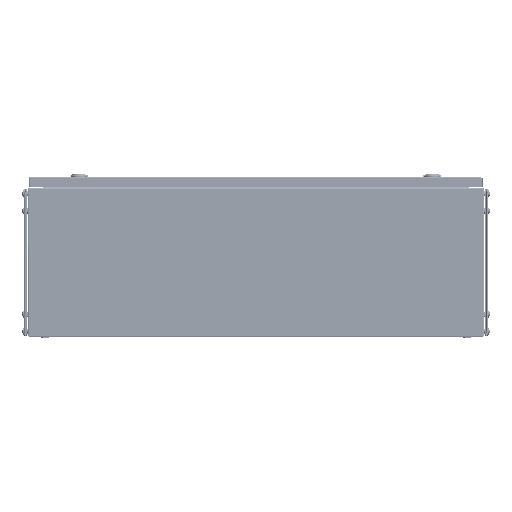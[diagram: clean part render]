
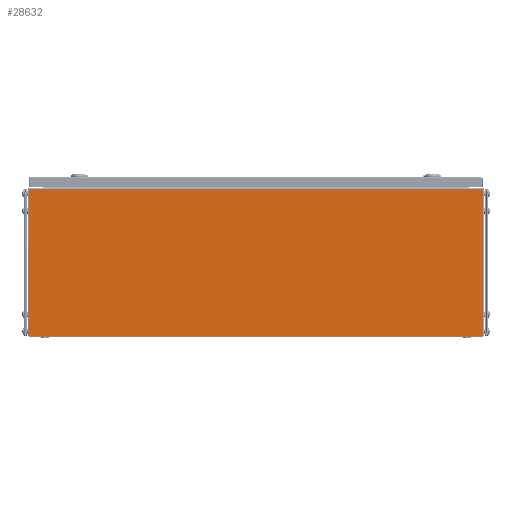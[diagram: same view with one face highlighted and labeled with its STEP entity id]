
A CAD part, left-side view. The second image highlights one B-rep face of the part: STEP entity #28632.
In plain terms, the highlighted planar face has unit normal (-1, 0, 0).
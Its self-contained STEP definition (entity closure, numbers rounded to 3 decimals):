
#777 = FACE_OUTER_BOUND ( 'NONE', #30804, .T. ) ;
#1640 = CARTESIAN_POINT ( 'NONE',  ( -250., -395.5, 0. ) ) ;
#6013 = CARTESIAN_POINT ( 'NONE',  ( -250., -395.5, 1. ) ) ;
#8125 = DIRECTION ( 'NONE',  ( 1., 0., 0. ) ) ;
#9240 = LINE ( 'NONE', #17846, #59234 ) ;
#12109 = EDGE_CURVE ( 'NONE', #23593, #56678, #41463, .T. ) ;
#14262 = AXIS2_PLACEMENT_3D ( 'NONE', #28039, #8125, #60490 ) ;
#17846 = CARTESIAN_POINT ( 'NONE',  ( -250., -395.5, 257.5 ) ) ;
#18709 = VERTEX_POINT ( 'NONE', #37581 ) ;
#20695 = CARTESIAN_POINT ( 'NONE',  ( -250., 395.5, 1. ) ) ;
#20977 = VECTOR ( 'NONE', #80412, 1000. ) ;
#21110 = ORIENTED_EDGE ( 'NONE', *, *, #68001, .T. ) ;
#22071 = LINE ( 'NONE', #41564, #75653 ) ;
#23593 = VERTEX_POINT ( 'NONE', #6013 ) ;
#24144 = CARTESIAN_POINT ( 'NONE',  ( -250., 395.5, 1. ) ) ;
#27623 = LINE ( 'NONE', #1640, #20977 ) ;
#28039 = CARTESIAN_POINT ( 'NONE',  ( -250., 0., 0. ) ) ;
#28632 = ADVANCED_FACE ( 'NONE', ( #777 ), #54022, .F. ) ;
#30804 = EDGE_LOOP ( 'NONE', ( #21110, #76995, #68440, #65839 ) ) ;
#32453 = VERTEX_POINT ( 'NONE', #36203 ) ;
#32811 = VECTOR ( 'NONE', #47522, 1000. ) ;
#36203 = CARTESIAN_POINT ( 'NONE',  ( -250., 395.5, 257.5 ) ) ;
#37581 = CARTESIAN_POINT ( 'NONE',  ( -250., -395.5, 257.5 ) ) ;
#41463 = LINE ( 'NONE', #20695, #32811 ) ;
#41564 = CARTESIAN_POINT ( 'NONE',  ( -250., 395.5, 0. ) ) ;
#43426 = DIRECTION ( 'NONE',  ( 0., 1., 0. ) ) ;
#46032 = EDGE_CURVE ( 'NONE', #23593, #18709, #27623, .T. ) ;
#47522 = DIRECTION ( 'NONE',  ( 0., 1., 0. ) ) ;
#54022 = PLANE ( 'NONE',  #14262 ) ;
#56678 = VERTEX_POINT ( 'NONE', #24144 ) ;
#59234 = VECTOR ( 'NONE', #43426, 1000. ) ;
#60490 = DIRECTION ( 'NONE',  ( 0., 0., -1. ) ) ;
#61874 = DIRECTION ( 'NONE',  ( 0., 0., -1. ) ) ;
#65124 = EDGE_CURVE ( 'NONE', #32453, #56678, #22071, .T. ) ;
#65839 = ORIENTED_EDGE ( 'NONE', *, *, #46032, .T. ) ;
#68001 = EDGE_CURVE ( 'NONE', #18709, #32453, #9240, .T. ) ;
#68440 = ORIENTED_EDGE ( 'NONE', *, *, #12109, .F. ) ;
#75653 = VECTOR ( 'NONE', #61874, 1000. ) ;
#76995 = ORIENTED_EDGE ( 'NONE', *, *, #65124, .T. ) ;
#80412 = DIRECTION ( 'NONE',  ( 0., 0., 1. ) ) ;
